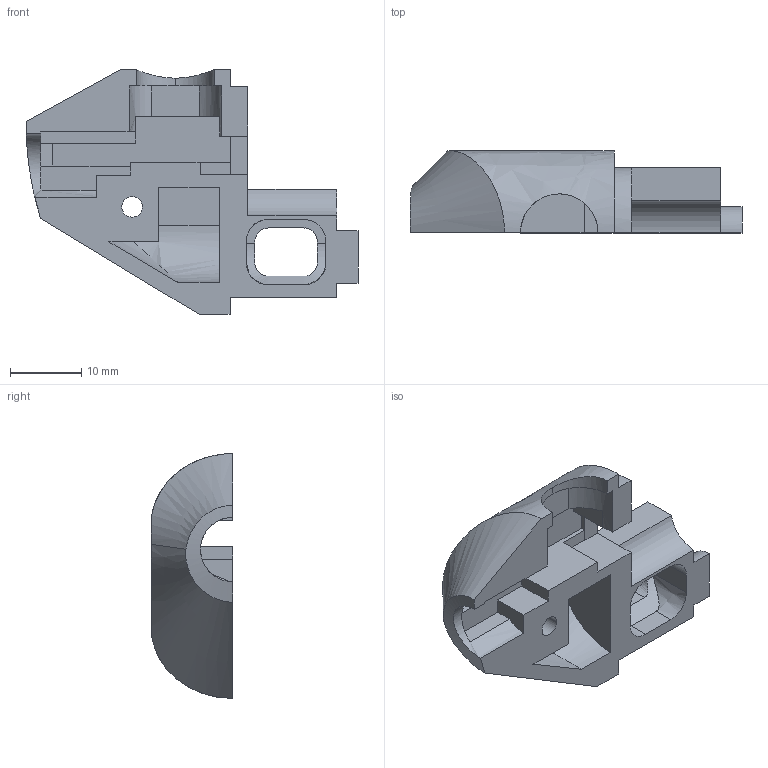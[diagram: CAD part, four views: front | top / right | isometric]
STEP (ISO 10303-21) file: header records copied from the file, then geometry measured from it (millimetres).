
FILE_DESCRIPTION(/* description */ (''),/* implementation_level */ '2;1');
FILE_NAME(/* name */ 'BURNIN~1',/* time_stamp */ '2019-10-18T18:08:27+02:00',/* author */ (''),/* organization */ (''),/* preprocessor_version */ 'ST-DEVELOPER v16.5',/* originating_system */ '',/* authorisation */ '');
FILE_SCHEMA (('AUTOMOTIVE_DESIGN'));
Length unit declared in the file: millimetre
Products named in the file (1): Document
Bounding box: 46.66 x 11.5 x 34.41 mm (x, y, z)
Volume: 5635 mm3; surface area: 4294.7 mm2
Topology: 1 solids, 1 shells, 83 faces, 233 edges, 153 vertices
Faces by surface type: bspline 45, plane 38
Entity records: 5498 total; most frequent: CARTESIAN_POINT 4056, ORIENTED_EDGE 466, EDGE_CURVE 233, B_SPLINE_CURVE_WITH_KNOTS 165, VERTEX_POINT 153, EDGE_LOOP 88, ADVANCED_FACE 83, FACE_OUTER_BOUND 83
